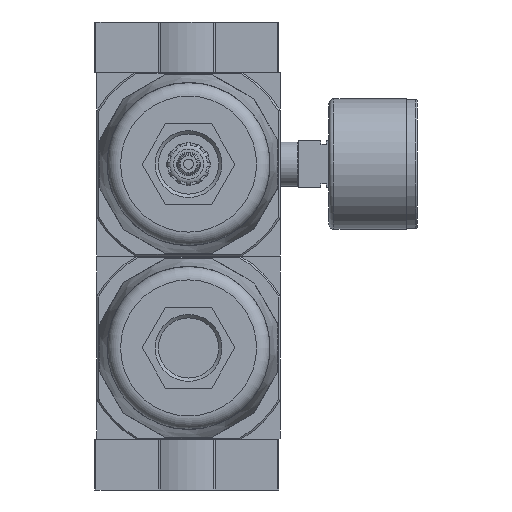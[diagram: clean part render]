
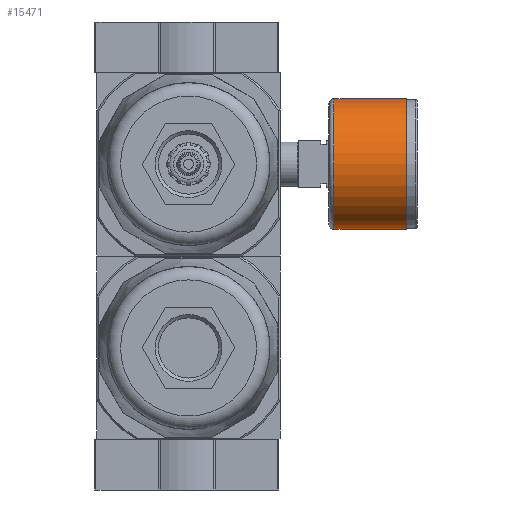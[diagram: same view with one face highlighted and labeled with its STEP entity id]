
A CAD part, front view. The second image highlights one B-rep face of the part: STEP entity #15471.
In plain terms, the highlighted cylindrical face has radius 19.5 mm (diameter 39 mm), a full revolution.
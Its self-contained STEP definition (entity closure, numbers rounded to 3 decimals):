
#895=CYLINDRICAL_SURFACE('',#21445,19.5);
#5270=ORIENTED_EDGE('',*,*,#8659,.F.);
#5271=ORIENTED_EDGE('',*,*,#8660,.T.);
#8659=EDGE_CURVE('',#10563,#10563,#11751,.T.);
#8660=EDGE_CURVE('',#10564,#10564,#11752,.T.);
#10563=VERTEX_POINT('',#30083);
#10564=VERTEX_POINT('',#30086);
#11751=CIRCLE('',#21444,19.5);
#11752=CIRCLE('',#21446,19.5);
#12724=EDGE_LOOP('',(#5270));
#12725=EDGE_LOOP('',(#5271));
#13911=FACE_BOUND('',#12724,.T.);
#13912=FACE_BOUND('',#12725,.T.);
#15471=ADVANCED_FACE('',(#13911,#13912),#895,.T.);
#21444=AXIS2_PLACEMENT_3D('',#30082,#24590,#24591);
#21445=AXIS2_PLACEMENT_3D('',#30084,#24592,#24593);
#21446=AXIS2_PLACEMENT_3D('',#30085,#24594,#24595);
#24590=DIRECTION('',(1.,0.,0.));
#24591=DIRECTION('',(0.,0.,-1.));
#24592=DIRECTION('',(1.,0.,0.));
#24593=DIRECTION('',(0.,0.,-1.));
#24594=DIRECTION('',(1.,0.,0.));
#24595=DIRECTION('',(0.,0.,-1.));
#30082=CARTESIAN_POINT('',(-3.2,0.,0.));
#30083=CARTESIAN_POINT('',(-3.2,0.,-19.5));
#30084=CARTESIAN_POINT('',(0.,0.,0.));
#30085=CARTESIAN_POINT('',(-24.85,0.,0.));
#30086=CARTESIAN_POINT('',(-24.85,0.,-19.5));
